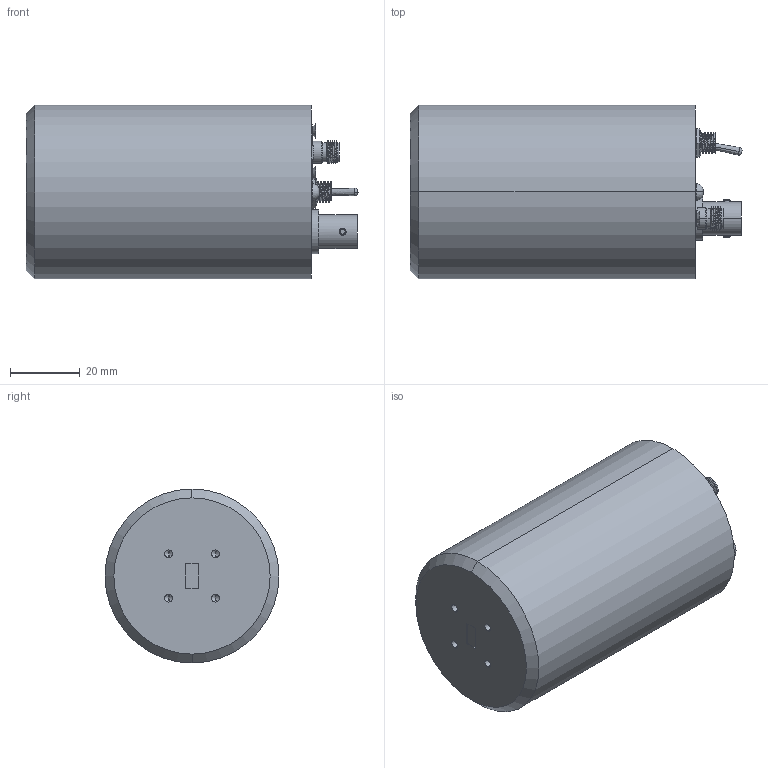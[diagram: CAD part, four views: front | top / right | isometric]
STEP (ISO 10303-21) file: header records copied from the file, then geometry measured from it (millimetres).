
FILE_DESCRIPTION (( 'STEP AP203' ), '1' );
FILE_NAME ('STZ-28-01.STEP', '2019-04-09T19:28:08', ( '' ), ( '' ), 'SwSTEP 2.0', 'SolidWorks 2016', '' );
FILE_SCHEMA (( 'CONFIG_CONTROL_DESIGN' ));
Length unit declared in the file: millimetre
Products named in the file (1): STZ-28-01
Bounding box: 95.42 x 50 x 50 mm (x, y, z)
Volume: 164518.6 mm3; surface area: 21609.1 mm2
Topology: 11 solids, 11 shells, 639 faces, 1672 edges, 1070 vertices
Faces by surface type: cylinder 251, plane 228, cone 129, bspline 25, torus 6
Entity records: 29130 total; most frequent: CARTESIAN_POINT 14468, ORIENTED_EDGE 3280, DIRECTION 2777, EDGE_CURVE 1640, VERTEX_POINT 1070, AXIS2_PLACEMENT_3D 1016, LINE 745, VECTOR 745
